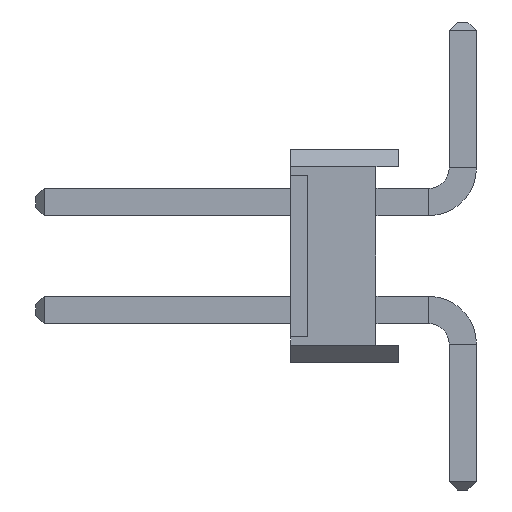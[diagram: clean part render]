
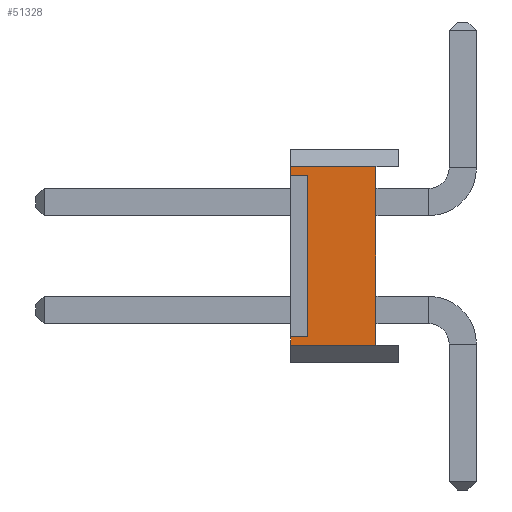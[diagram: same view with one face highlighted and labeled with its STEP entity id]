
A CAD part, left-side view. The second image highlights one B-rep face of the part: STEP entity #51328.
In plain terms, the highlighted planar face has unit normal (-1, 0, 0).
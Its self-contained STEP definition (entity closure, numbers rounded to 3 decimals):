
#1685 = LINE ( 'NONE', #21025, #29117 ) ;
#2302 = VECTOR ( 'NONE', #3951, 1000. ) ;
#2888 = EDGE_CURVE ( 'NONE', #41289, #51864, #1685, .T. ) ;
#3246 = CARTESIAN_POINT ( 'NONE',  ( -1.27, 0.54, 2.1 ) ) ;
#3951 = DIRECTION ( 'NONE',  ( 0., 0., 1. ) ) ;
#4321 = AXIS2_PLACEMENT_3D ( 'NONE', #44892, #41121, #37173 ) ;
#4853 = LINE ( 'NONE', #25019, #2302 ) ;
#5292 = CARTESIAN_POINT ( 'NONE',  ( -1.27, 2.14, 1.9 ) ) ;
#7609 = EDGE_CURVE ( 'NONE', #24858, #51864, #41898, .T. ) ;
#8007 = CARTESIAN_POINT ( 'NONE',  ( -1.27, 2.54, -2.1 ) ) ;
#8105 = CARTESIAN_POINT ( 'NONE',  ( -1.27, 2.14, -1.9 ) ) ;
#9791 = VERTEX_POINT ( 'NONE', #25026 ) ;
#12521 = ORIENTED_EDGE ( 'NONE', *, *, #18923, .F. ) ;
#13539 = ORIENTED_EDGE ( 'NONE', *, *, #31821, .F. ) ;
#15006 = CARTESIAN_POINT ( 'NONE',  ( -1.27, 2.14, 1.9 ) ) ;
#15362 = VECTOR ( 'NONE', #29366, 1000. ) ;
#15623 = DIRECTION ( 'NONE',  ( 0., 0., 1. ) ) ;
#15848 = CARTESIAN_POINT ( 'NONE',  ( -1.27, 2.54, -2.1 ) ) ;
#16962 = EDGE_CURVE ( 'NONE', #18234, #9791, #4853, .T. ) ;
#18234 = VERTEX_POINT ( 'NONE', #23853 ) ;
#18850 = LINE ( 'NONE', #27926, #27787 ) ;
#18923 = EDGE_CURVE ( 'NONE', #9791, #41289, #35175, .T. ) ;
#20843 = DIRECTION ( 'NONE',  ( 0., 0., -1. ) ) ;
#21025 = CARTESIAN_POINT ( 'NONE',  ( -1.27, 0.54, 2.1 ) ) ;
#21235 = CARTESIAN_POINT ( 'NONE',  ( -1.27, 2.14, -1.9 ) ) ;
#21578 = CARTESIAN_POINT ( 'NONE',  ( -1.27, 2.14, -1.9 ) ) ;
#21784 = ORIENTED_EDGE ( 'NONE', *, *, #33864, .F. ) ;
#22308 = EDGE_CURVE ( 'NONE', #48678, #51135, #46914, .T. ) ;
#23376 = ORIENTED_EDGE ( 'NONE', *, *, #16962, .F. ) ;
#23853 = CARTESIAN_POINT ( 'NONE',  ( -1.27, 2.54, 1.9 ) ) ;
#24680 = ORIENTED_EDGE ( 'NONE', *, *, #7609, .T. ) ;
#24858 = VERTEX_POINT ( 'NONE', #15848 ) ;
#25019 = CARTESIAN_POINT ( 'NONE',  ( -1.27, 2.54, -2.1 ) ) ;
#25026 = CARTESIAN_POINT ( 'NONE',  ( -1.27, 2.54, 2.1 ) ) ;
#26637 = VECTOR ( 'NONE', #28443, 1000. ) ;
#26741 = FACE_OUTER_BOUND ( 'NONE', #40654, .T. ) ;
#27148 = EDGE_CURVE ( 'NONE', #43534, #18234, #34444, .T. ) ;
#27787 = VECTOR ( 'NONE', #15623, 1000. ) ;
#27926 = CARTESIAN_POINT ( 'NONE',  ( -1.27, 2.54, -2.1 ) ) ;
#28443 = DIRECTION ( 'NONE',  ( 0., 0., 1. ) ) ;
#28500 = ORIENTED_EDGE ( 'NONE', *, *, #22308, .T. ) ;
#29117 = VECTOR ( 'NONE', #20843, 1000. ) ;
#29366 = DIRECTION ( 'NONE',  ( 0., 1., 0. ) ) ;
#31032 = VECTOR ( 'NONE', #36505, 1000. ) ;
#31821 = EDGE_CURVE ( 'NONE', #24858, #51135, #18850, .T. ) ;
#32974 = DIRECTION ( 'NONE',  ( 0., -1., 0. ) ) ;
#33864 = EDGE_CURVE ( 'NONE', #48678, #43534, #36167, .T. ) ;
#34444 = LINE ( 'NONE', #5292, #15362 ) ;
#35175 = LINE ( 'NONE', #49413, #44777 ) ;
#36167 = LINE ( 'NONE', #8105, #26637 ) ;
#36505 = DIRECTION ( 'NONE',  ( 0., -1., 0. ) ) ;
#37173 = DIRECTION ( 'NONE',  ( 0., 0., -1. ) ) ;
#39681 = ORIENTED_EDGE ( 'NONE', *, *, #27148, .F. ) ;
#40654 = EDGE_LOOP ( 'NONE', ( #21784, #28500, #13539, #24680, #41820, #12521, #23376, #39681 ) ) ;
#41121 = DIRECTION ( 'NONE',  ( 1., 0., 0. ) ) ;
#41289 = VERTEX_POINT ( 'NONE', #3246 ) ;
#41771 = VECTOR ( 'NONE', #50030, 1000. ) ;
#41820 = ORIENTED_EDGE ( 'NONE', *, *, #2888, .F. ) ;
#41898 = LINE ( 'NONE', #8007, #31032 ) ;
#43534 = VERTEX_POINT ( 'NONE', #15006 ) ;
#44777 = VECTOR ( 'NONE', #32974, 1000. ) ;
#44892 = CARTESIAN_POINT ( 'NONE',  ( -1.27, 2.54, -2.1 ) ) ;
#46914 = LINE ( 'NONE', #21235, #41771 ) ;
#47645 = CARTESIAN_POINT ( 'NONE',  ( -1.27, 2.54, -1.9 ) ) ;
#47708 = CARTESIAN_POINT ( 'NONE',  ( -1.27, 0.54, -2.1 ) ) ;
#48678 = VERTEX_POINT ( 'NONE', #21578 ) ;
#49413 = CARTESIAN_POINT ( 'NONE',  ( -1.27, 2.54, 2.1 ) ) ;
#49670 = PLANE ( 'NONE',  #4321 ) ;
#50030 = DIRECTION ( 'NONE',  ( 0., 1., 0. ) ) ;
#51135 = VERTEX_POINT ( 'NONE', #47645 ) ;
#51328 = ADVANCED_FACE ( 'NONE', ( #26741 ), #49670, .F. ) ;
#51864 = VERTEX_POINT ( 'NONE', #47708 ) ;
